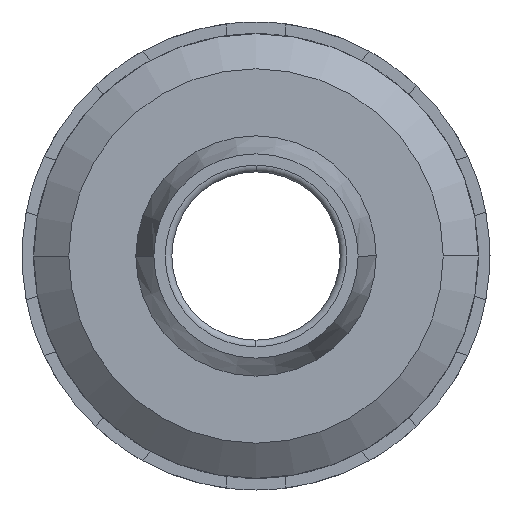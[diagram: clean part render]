
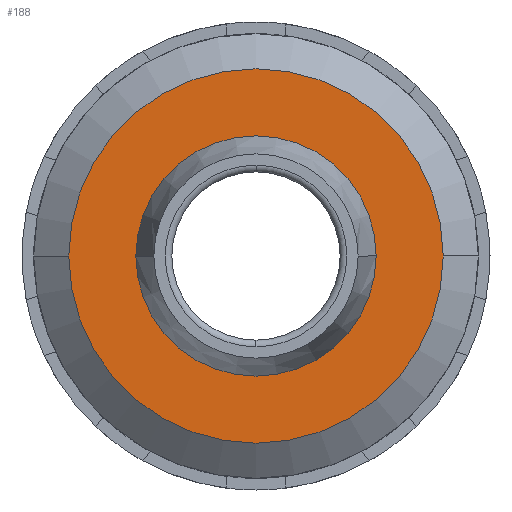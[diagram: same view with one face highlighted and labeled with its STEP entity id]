
A CAD part, left-side view. The second image highlights one B-rep face of the part: STEP entity #188.
In plain terms, the highlighted planar face has unit normal (-1, 0, 0).
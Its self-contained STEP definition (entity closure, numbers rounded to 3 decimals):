
#188=ADVANCED_FACE('',(#415,#416),#417,.T.);
#415=FACE_BOUND('',#647,.T.);
#416=FACE_OUTER_BOUND('',#648,.T.);
#417=PLANE('',#649);
#647=EDGE_LOOP('',(#1476,#1477));
#648=EDGE_LOOP('',(#1478,#1479));
#649=AXIS2_PLACEMENT_3D('',#1480,#1481,#1482);
#1476=ORIENTED_EDGE('',*,*,#1794,.T.);
#1477=ORIENTED_EDGE('',*,*,#1679,.T.);
#1478=ORIENTED_EDGE('',*,*,#1672,.F.);
#1479=ORIENTED_EDGE('',*,*,#1795,.F.);
#1480=CARTESIAN_POINT('',(57.0,14.8,0.0));
#1481=DIRECTION('',(-1.0,0.0,0.0));
#1482=DIRECTION('',(0.0,-1.0,0.0));
#1672=EDGE_CURVE('',#2047,#2050,#2051,.T.);
#1679=EDGE_CURVE('',#2058,#2062,#2064,.T.);
#1794=EDGE_CURVE('',#2062,#2058,#2246,.T.);
#1795=EDGE_CURVE('',#2050,#2047,#2247,.T.);
#2047=VERTEX_POINT('',#2565);
#2050=VERTEX_POINT('',#2569);
#2051=CIRCLE('',#2570,29.6);
#2058=VERTEX_POINT('',#2578);
#2062=VERTEX_POINT('',#2583);
#2064=CIRCLE('',#2586,19.0);
#2246=CIRCLE('',#2842,19.0);
#2247=CIRCLE('',#2843,29.6);
#2565=CARTESIAN_POINT('',(57.0,29.6,0.0));
#2569=CARTESIAN_POINT('',(57.0,-29.6,0.));
#2570=AXIS2_PLACEMENT_3D('',#3152,#3153,#3154);
#2578=CARTESIAN_POINT('',(57.0,0.,-19.0));
#2583=CARTESIAN_POINT('',(57.0,0.,19.0));
#2586=AXIS2_PLACEMENT_3D('',#3167,#3168,#3169);
#2842=AXIS2_PLACEMENT_3D('',#3364,#3365,#3366);
#2843=AXIS2_PLACEMENT_3D('',#3367,#3368,#3369);
#3152=CARTESIAN_POINT('',(57.0,0.0,0.0));
#3153=DIRECTION('',(1.0,0.0,0.0));
#3154=DIRECTION('',(0.0,1.0,0.0));
#3167=CARTESIAN_POINT('',(57.0,0.0,0.0));
#3168=DIRECTION('',(1.0,-0.0,0.0));
#3169=DIRECTION('',(0.0,0.0,-1.0));
#3364=CARTESIAN_POINT('',(57.0,0.0,0.0));
#3365=DIRECTION('',(1.0,-0.0,0.0));
#3366=DIRECTION('',(0.0,0.0,-1.0));
#3367=CARTESIAN_POINT('',(57.0,0.0,0.0));
#3368=DIRECTION('',(1.0,0.0,0.0));
#3369=DIRECTION('',(0.0,1.0,0.0));
